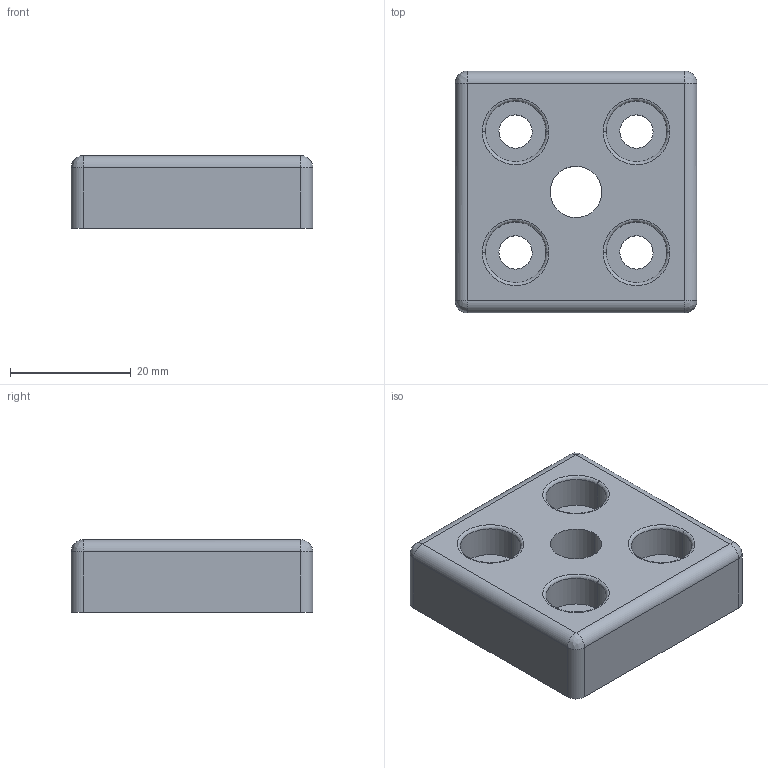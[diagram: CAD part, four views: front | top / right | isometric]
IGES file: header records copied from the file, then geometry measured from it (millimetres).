
Global section: file name: 524010; native system: Autodesk Inventor 2016; preprocessor: unknown; author: TraceParts; organization: TraceParts S.A.; date: 20180811.113645; units: millimetre
Bounding box: 40 x 40 x 12 mm (x, y, z)
Volume: 12359.3 mm3; surface area: 8176.5 mm2
Topology: 1 solids, 1 shells, 154 faces, 355 edges, 195 vertices
Faces by surface type: bspline 154
